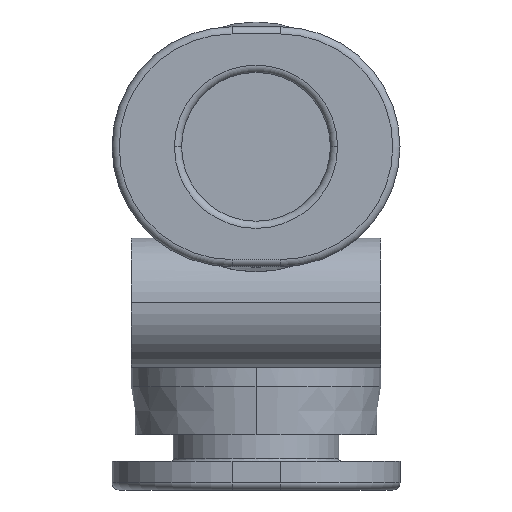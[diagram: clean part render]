
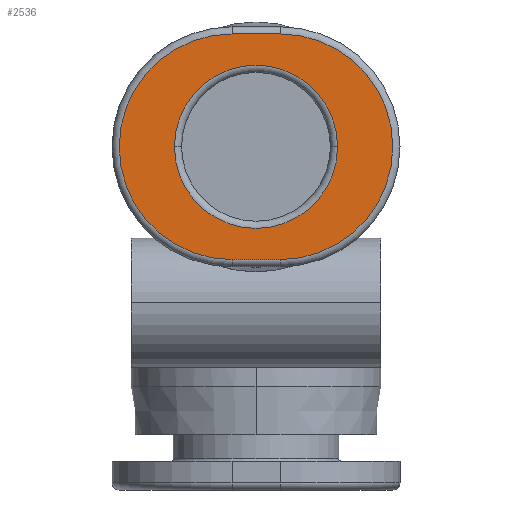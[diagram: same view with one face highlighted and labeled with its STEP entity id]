
A CAD part, front view. The second image highlights one B-rep face of the part: STEP entity #2536.
In plain terms, the highlighted planar face has unit normal (0, -1, 0).
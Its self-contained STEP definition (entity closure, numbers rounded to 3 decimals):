
#945=CARTESIAN_POINT('',(3.4,-15.,4.55));
#946=VERTEX_POINT('',#945);
#954=CARTESIAN_POINT('',(-3.4,-15.,4.55));
#955=VERTEX_POINT('',#954);
#956=CARTESIAN_POINT('',(0.0,-15.,4.55));
#957=DIRECTION('',(0.0,-1.0,0.0));
#958=DIRECTION('',(1.0,0.0,0.0));
#959=AXIS2_PLACEMENT_3D('',#956,#957,#958);
#960=CIRCLE('',#959,3.4);
#961=EDGE_CURVE('',#946,#955,#960,.T.);
#2332=CARTESIAN_POINT('',(1.,-15.0,9.25));
#2333=VERTEX_POINT('',#2332);
#2334=CARTESIAN_POINT('',(1.0,-15.,-0.15));
#2335=VERTEX_POINT('',#2334);
#2336=CARTESIAN_POINT('',(1.0,-15.,4.55));
#2337=DIRECTION('',(0.,1.0,0.));
#2338=DIRECTION('',(1.0,0.,0.));
#2339=AXIS2_PLACEMENT_3D('',#2336,#2337,#2338);
#2340=CIRCLE('',#2339,4.7);
#2341=EDGE_CURVE('',#2333,#2335,#2340,.T.);
#2376=CARTESIAN_POINT('',(-1.0,-15.,-0.15));
#2377=VERTEX_POINT('',#2376);
#2378=CARTESIAN_POINT('',(1.0,-15.,-0.15));
#2379=DIRECTION('',(-1.0,0.0,0.0));
#2380=VECTOR('',#2379,2.0);
#2381=LINE('',#2378,#2380);
#2382=EDGE_CURVE('',#2335,#2377,#2381,.T.);
#2416=CARTESIAN_POINT('',(-1.,-15.0,9.25));
#2417=VERTEX_POINT('',#2416);
#2425=CARTESIAN_POINT('',(-1.,-15.0,9.25));
#2426=DIRECTION('',(1.0,0.0,0.0));
#2427=VECTOR('',#2426,2.);
#2428=LINE('',#2425,#2427);
#2429=EDGE_CURVE('',#2417,#2333,#2428,.T.);
#2440=CARTESIAN_POINT('',(-1.0,-15.,4.55));
#2441=DIRECTION('',(0.0,1.0,0.0));
#2442=DIRECTION('',(-1.0,0.0,0.0));
#2443=AXIS2_PLACEMENT_3D('',#2440,#2441,#2442);
#2444=CIRCLE('',#2443,4.7);
#2445=EDGE_CURVE('',#2377,#2417,#2444,.T.);
#2515=CARTESIAN_POINT('',(0.,-15.,4.55));
#2516=DIRECTION('',(0.0,1.0,0.0));
#2517=DIRECTION('',(1.0,0.0,0.0));
#2518=AXIS2_PLACEMENT_3D('',#2515,#2516,#2517);
#2519=PLANE('',#2518);
#2520=ORIENTED_EDGE('',*,*,#2341,.F.);
#2521=ORIENTED_EDGE('',*,*,#2429,.F.);
#2522=ORIENTED_EDGE('',*,*,#2445,.F.);
#2523=ORIENTED_EDGE('',*,*,#2382,.F.);
#2524=EDGE_LOOP('',(#2520,#2521,#2522,#2523));
#2525=FACE_OUTER_BOUND('',#2524,.T.);
#2526=CARTESIAN_POINT('',(0.0,-15.,4.55));
#2527=DIRECTION('',(0.0,-1.0,0.0));
#2528=DIRECTION('',(1.0,0.0,0.0));
#2529=AXIS2_PLACEMENT_3D('',#2526,#2527,#2528);
#2530=CIRCLE('',#2529,3.4);
#2531=EDGE_CURVE('',#955,#946,#2530,.T.);
#2532=ORIENTED_EDGE('',*,*,#2531,.F.);
#2533=ORIENTED_EDGE('',*,*,#961,.F.);
#2534=EDGE_LOOP('',(#2532,#2533));
#2535=FACE_BOUND('',#2534,.T.);
#2536=ADVANCED_FACE('',(#2525,#2535),#2519,.F.);
